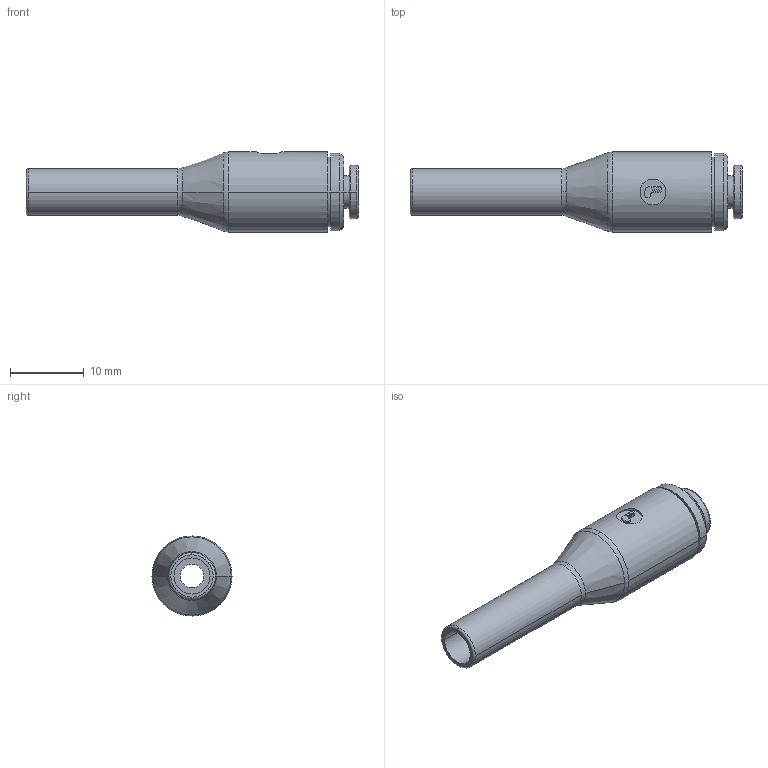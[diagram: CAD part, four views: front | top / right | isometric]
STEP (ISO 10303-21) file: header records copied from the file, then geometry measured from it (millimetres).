
FILE_DESCRIPTION(('STEP AP214'),'1');
FILE_NAME('3166_53_56.stp','2016-07-07T14:14:57',('TraceParts'),('TraceParts S.A.'),'Spatial InterOp 3D',' ',' ');
FILE_SCHEMA(('automotive_design'));
Length unit declared in the file: millimetre
Products named in the file (1): 1
Bounding box: 45 x 10.85 x 10.85 mm (x, y, z)
Volume: 1935.4 mm3; surface area: 1924.2 mm2
Topology: 1 solids, 1 shells, 62 faces, 151 edges, 100 vertices
Faces by surface type: cylinder 24, plane 24, torus 8, cone 6
Entity records: 1941 total; most frequent: CARTESIAN_POINT 381, DIRECTION 355, ORIENTED_EDGE 302, EDGE_CURVE 151, AXIS2_PLACEMENT_3D 143, VERTEX_POINT 100, CIRCLE 80, EDGE_LOOP 73
